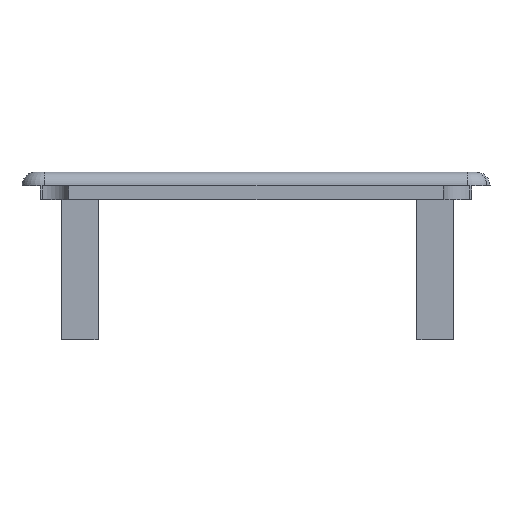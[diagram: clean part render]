
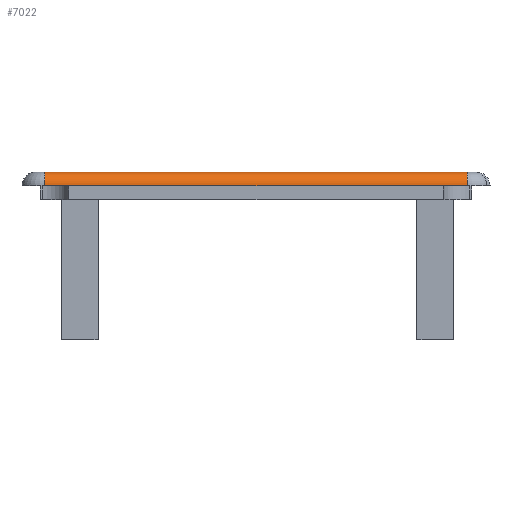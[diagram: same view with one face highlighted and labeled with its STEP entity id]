
A CAD part, left-side view. The second image highlights one B-rep face of the part: STEP entity #7022.
In plain terms, the highlighted cylindrical face has radius 3 mm (diameter 6 mm), a partial arc.
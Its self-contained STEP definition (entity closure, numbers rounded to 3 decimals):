
#141 = FACE_OUTER_BOUND ( 'NONE', #3730, .T. ) ;
#393 = EDGE_CURVE ( 'NONE', #5983, #7011, #4954, .T. ) ;
#614 = CARTESIAN_POINT ( 'NONE',  ( -16.657, -19.215, 29.866 ) ) ;
#1610 = DIRECTION ( 'NONE',  ( 0., 0., -1. ) ) ;
#2124 = CARTESIAN_POINT ( 'NONE',  ( -16.657, -19.215, 32.866 ) ) ;
#2325 = DIRECTION ( 'NONE',  ( 0., -1., 0. ) ) ;
#2910 = DIRECTION ( 'NONE',  ( 0., -1., 0. ) ) ;
#3048 = ORIENTED_EDGE ( 'NONE', *, *, #5784, .T. ) ;
#3100 = ORIENTED_EDGE ( 'NONE', *, *, #8841, .F. ) ;
#3102 = ORIENTED_EDGE ( 'NONE', *, *, #7910, .T. ) ;
#3565 = VECTOR ( 'NONE', #8510, 1000. ) ;
#3576 = AXIS2_PLACEMENT_3D ( 'NONE', #614, #5046, #6397 ) ;
#3730 = EDGE_LOOP ( 'NONE', ( #3102, #3048, #6570, #3100 ) ) ;
#3994 = DIRECTION ( 'NONE',  ( -1., 0., 0. ) ) ;
#4165 = CARTESIAN_POINT ( 'NONE',  ( -19.657, 73.37, 29.866 ) ) ;
#4707 = CARTESIAN_POINT ( 'NONE',  ( -16.657, 73.37, 32.866 ) ) ;
#4954 = CIRCLE ( 'NONE', #3576, 3. ) ;
#5046 = DIRECTION ( 'NONE',  ( 0., -1., 0. ) ) ;
#5084 = LINE ( 'NONE', #8137, #7299 ) ;
#5348 = CYLINDRICAL_SURFACE ( 'NONE', #6445, 3. ) ;
#5600 = CARTESIAN_POINT ( 'NONE',  ( -19.657, 0., 29.866 ) ) ;
#5623 = AXIS2_PLACEMENT_3D ( 'NONE', #8852, #2325, #1610 ) ;
#5784 = EDGE_CURVE ( 'NONE', #7515, #7011, #6167, .T. ) ;
#5983 = VERTEX_POINT ( 'NONE', #2124 ) ;
#6002 = CARTESIAN_POINT ( 'NONE',  ( -16.657, 0., 29.866 ) ) ;
#6167 = LINE ( 'NONE', #5600, #3565 ) ;
#6397 = DIRECTION ( 'NONE',  ( 0., 0., -1. ) ) ;
#6445 = AXIS2_PLACEMENT_3D ( 'NONE', #6002, #8250, #3994 ) ;
#6570 = ORIENTED_EDGE ( 'NONE', *, *, #393, .F. ) ;
#6697 = CIRCLE ( 'NONE', #5623, 3. ) ;
#6927 = CARTESIAN_POINT ( 'NONE',  ( -19.657, -19.215, 29.866 ) ) ;
#7011 = VERTEX_POINT ( 'NONE', #6927 ) ;
#7022 = ADVANCED_FACE ( 'NONE', ( #141 ), #5348, .T. ) ;
#7299 = VECTOR ( 'NONE', #2910, 1000. ) ;
#7515 = VERTEX_POINT ( 'NONE', #4165 ) ;
#7591 = VERTEX_POINT ( 'NONE', #4707 ) ;
#7910 = EDGE_CURVE ( 'NONE', #7591, #7515, #6697, .T. ) ;
#8137 = CARTESIAN_POINT ( 'NONE',  ( -16.657, -19.215, 32.866 ) ) ;
#8250 = DIRECTION ( 'NONE',  ( 0., 1., 0. ) ) ;
#8510 = DIRECTION ( 'NONE',  ( 0., -1., 0. ) ) ;
#8841 = EDGE_CURVE ( 'NONE', #7591, #5983, #5084, .T. ) ;
#8852 = CARTESIAN_POINT ( 'NONE',  ( -16.657, 73.37, 29.866 ) ) ;
